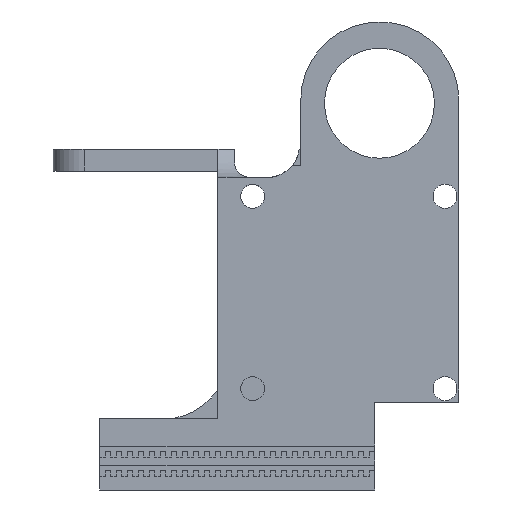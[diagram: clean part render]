
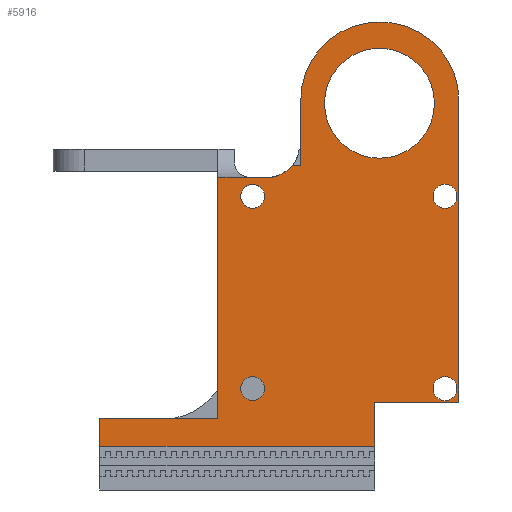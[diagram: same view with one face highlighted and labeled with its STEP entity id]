
A CAD part, front view. The second image highlights one B-rep face of the part: STEP entity #5916.
In plain terms, the highlighted planar face has unit normal (0, -1, 0).
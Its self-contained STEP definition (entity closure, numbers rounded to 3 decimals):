
#23=FACE_BOUND('',#627,.T.);
#24=FACE_BOUND('',#628,.T.);
#25=FACE_BOUND('',#629,.T.);
#26=FACE_BOUND('',#630,.T.);
#27=FACE_BOUND('',#631,.T.);
#62=PLANE('',#6246);
#327=FACE_OUTER_BOUND('',#626,.T.);
#626=EDGE_LOOP('',(#4178,#4179,#4180,#4181,#4182,#4183,#4184,#4185,#4186,
#4187,#4188,#4189,#4190,#4191,#4192,#4193,#4194,#4195,#4196));
#627=EDGE_LOOP('',(#4197));
#628=EDGE_LOOP('',(#4198));
#629=EDGE_LOOP('',(#4199));
#630=EDGE_LOOP('',(#4200));
#631=EDGE_LOOP('',(#4201));
#954=B_SPLINE_CURVE_WITH_KNOTS('',3,(#8420,#8421,#8422,#8423,#8424,#8425,
#8426),.UNSPECIFIED.,.F.,.F.,(4,3,4),(0.34,0.946,
0.996),.UNSPECIFIED.);
#957=B_SPLINE_CURVE_WITH_KNOTS('',3,(#8473,#8474,#8475,#8476,#8477,#8478),
 .UNSPECIFIED.,.F.,.F.,(4,2,4),(0.999,1.164,1.299),
 .UNSPECIFIED.);
#981=LINE('',#8362,#1756);
#982=LINE('',#8365,#1757);
#986=LINE('',#8387,#1761);
#987=LINE('',#8397,#1762);
#990=LINE('',#8449,#1765);
#991=LINE('',#8451,#1766);
#992=LINE('',#8453,#1767);
#993=LINE('',#8455,#1768);
#994=LINE('',#8457,#1769);
#995=LINE('',#8459,#1770);
#996=LINE('',#8461,#1771);
#997=LINE('',#8465,#1772);
#998=LINE('',#8469,#1773);
#999=LINE('',#8471,#1774);
#1000=LINE('',#8472,#1775);
#1756=VECTOR('',#6686,10.);
#1757=VECTOR('',#6689,10.);
#1761=VECTOR('',#6695,10.);
#1762=VECTOR('',#6698,10.);
#1765=VECTOR('',#6703,10.);
#1766=VECTOR('',#6704,11.5);
#1767=VECTOR('',#6705,5.);
#1768=VECTOR('',#6706,50.);
#1769=VECTOR('',#6707,10.);
#1770=VECTOR('',#6708,10.);
#1771=VECTOR('',#6709,10.);
#1772=VECTOR('',#6712,10.);
#1773=VECTOR('',#6715,10.);
#1774=VECTOR('',#6716,10.);
#1775=VECTOR('',#6717,10.);
#2509=CIRCLE('',#6211,2.175);
#2511=CIRCLE('',#6214,2.175);
#2513=CIRCLE('',#6217,2.175);
#2515=CIRCLE('',#6220,2.175);
#2531=CIRCLE('',#6247,14.231);
#2532=CIRCLE('',#6248,14.231);
#2533=CIRCLE('',#6249,10.);
#2603=VERTEX_POINT('',#8147);
#2607=VERTEX_POINT('',#8175);
#2609=VERTEX_POINT('',#8181);
#2611=VERTEX_POINT('',#8187);
#2632=VERTEX_POINT('',#8309);
#2647=VERTEX_POINT('',#8360);
#2648=VERTEX_POINT('',#8364);
#2651=VERTEX_POINT('',#8376);
#2653=VERTEX_POINT('',#8385);
#2654=VERTEX_POINT('',#8389);
#2656=VERTEX_POINT('',#8419);
#2659=VERTEX_POINT('',#8448);
#2660=VERTEX_POINT('',#8450);
#2661=VERTEX_POINT('',#8452);
#2662=VERTEX_POINT('',#8454);
#2663=VERTEX_POINT('',#8456);
#2664=VERTEX_POINT('',#8458);
#2665=VERTEX_POINT('',#8460);
#2666=VERTEX_POINT('',#8462);
#2667=VERTEX_POINT('',#8464);
#2668=VERTEX_POINT('',#8466);
#2669=VERTEX_POINT('',#8468);
#2670=VERTEX_POINT('',#8470);
#2671=VERTEX_POINT('',#8479);
#3201=EDGE_CURVE('',#2603,#2603,#2509,.T.);
#3206=EDGE_CURVE('',#2607,#2607,#2511,.T.);
#3209=EDGE_CURVE('',#2609,#2609,#2513,.T.);
#3212=EDGE_CURVE('',#2611,#2611,#2515,.T.);
#3256=EDGE_CURVE('',#2632,#2647,#981,.T.);
#3257=EDGE_CURVE('',#2648,#2632,#982,.T.);
#3263=EDGE_CURVE('',#2651,#2653,#986,.T.);
#3265=EDGE_CURVE('',#2653,#2654,#987,.T.);
#3267=EDGE_CURVE('',#2656,#2651,#954,.T.);
#3271=EDGE_CURVE('',#2659,#2647,#990,.T.);
#3272=EDGE_CURVE('',#2660,#2659,#991,.T.);
#3273=EDGE_CURVE('',#2661,#2660,#992,.T.);
#3274=EDGE_CURVE('',#2662,#2661,#993,.T.);
#3275=EDGE_CURVE('',#2662,#2663,#994,.T.);
#3276=EDGE_CURVE('',#2663,#2664,#995,.T.);
#3277=EDGE_CURVE('',#2664,#2665,#996,.T.);
#3278=EDGE_CURVE('',#2666,#2665,#2531,.T.);
#3279=EDGE_CURVE('',#2667,#2666,#997,.T.);
#3280=EDGE_CURVE('',#2668,#2667,#2532,.T.);
#3281=EDGE_CURVE('',#2669,#2668,#998,.T.);
#3282=EDGE_CURVE('',#2670,#2669,#999,.T.);
#3283=EDGE_CURVE('',#2656,#2670,#1000,.T.);
#3284=EDGE_CURVE('',#2654,#2648,#957,.T.);
#3285=EDGE_CURVE('',#2671,#2671,#2533,.T.);
#4178=ORIENTED_EDGE('',*,*,#3257,.T.);
#4179=ORIENTED_EDGE('',*,*,#3256,.T.);
#4180=ORIENTED_EDGE('',*,*,#3271,.F.);
#4181=ORIENTED_EDGE('',*,*,#3272,.F.);
#4182=ORIENTED_EDGE('',*,*,#3273,.F.);
#4183=ORIENTED_EDGE('',*,*,#3274,.F.);
#4184=ORIENTED_EDGE('',*,*,#3275,.T.);
#4185=ORIENTED_EDGE('',*,*,#3276,.T.);
#4186=ORIENTED_EDGE('',*,*,#3277,.T.);
#4187=ORIENTED_EDGE('',*,*,#3278,.F.);
#4188=ORIENTED_EDGE('',*,*,#3279,.F.);
#4189=ORIENTED_EDGE('',*,*,#3280,.F.);
#4190=ORIENTED_EDGE('',*,*,#3281,.F.);
#4191=ORIENTED_EDGE('',*,*,#3282,.F.);
#4192=ORIENTED_EDGE('',*,*,#3283,.F.);
#4193=ORIENTED_EDGE('',*,*,#3267,.T.);
#4194=ORIENTED_EDGE('',*,*,#3263,.T.);
#4195=ORIENTED_EDGE('',*,*,#3265,.T.);
#4196=ORIENTED_EDGE('',*,*,#3284,.T.);
#4197=ORIENTED_EDGE('',*,*,#3201,.T.);
#4198=ORIENTED_EDGE('',*,*,#3206,.T.);
#4199=ORIENTED_EDGE('',*,*,#3209,.T.);
#4200=ORIENTED_EDGE('',*,*,#3212,.T.);
#4201=ORIENTED_EDGE('',*,*,#3285,.T.);
#5916=ADVANCED_FACE('',(#327,#23,#24,#25,#26,#27),#62,.T.);
#6211=AXIS2_PLACEMENT_3D('',#8148,#6600,#6601);
#6214=AXIS2_PLACEMENT_3D('',#8176,#6607,#6608);
#6217=AXIS2_PLACEMENT_3D('',#8182,#6614,#6615);
#6220=AXIS2_PLACEMENT_3D('',#8188,#6621,#6622);
#6246=AXIS2_PLACEMENT_3D('',#8447,#6701,#6702);
#6247=AXIS2_PLACEMENT_3D('',#8463,#6710,#6711);
#6248=AXIS2_PLACEMENT_3D('',#8467,#6713,#6714);
#6249=AXIS2_PLACEMENT_3D('',#8480,#6718,#6719);
#6600=DIRECTION('center_axis',(0.,1.,0.));
#6601=DIRECTION('ref_axis',(1.,0.,0.));
#6607=DIRECTION('center_axis',(0.,1.,0.));
#6608=DIRECTION('ref_axis',(1.,0.,0.));
#6614=DIRECTION('center_axis',(0.,1.,0.));
#6615=DIRECTION('ref_axis',(1.,0.,0.));
#6621=DIRECTION('center_axis',(0.,1.,0.));
#6622=DIRECTION('ref_axis',(1.,0.,0.));
#6686=DIRECTION('',(-1.,0.,0.));
#6689=DIRECTION('',(-1.,0.,0.));
#6695=DIRECTION('',(0.,0.,-1.));
#6698=DIRECTION('',(-1.,0.,0.));
#6701=DIRECTION('center_axis',(0.,-1.,0.));
#6702=DIRECTION('ref_axis',(0.,0.,-1.));
#6703=DIRECTION('',(0.,0.,1.));
#6704=DIRECTION('',(1.,0.,0.));
#6705=DIRECTION('',(0.,0.,1.));
#6706=DIRECTION('',(-1.,0.,0.));
#6707=DIRECTION('',(0.,0.,1.));
#6708=DIRECTION('',(1.,0.,0.));
#6709=DIRECTION('',(0.,0.,1.));
#6710=DIRECTION('center_axis',(0.,1.,0.));
#6711=DIRECTION('ref_axis',(0.707,0.,0.707));
#6712=DIRECTION('',(1.,0.,0.));
#6713=DIRECTION('center_axis',(0.,1.,0.));
#6714=DIRECTION('ref_axis',(-0.707,0.,0.707));
#6715=DIRECTION('',(0.,0.,1.));
#6716=DIRECTION('',(0.,0.,1.));
#6717=DIRECTION('',(1.,0.,0.));
#6718=DIRECTION('center_axis',(0.,1.,0.));
#6719=DIRECTION('ref_axis',(1.,0.,0.));
#8147=CARTESIAN_POINT('',(25.634,0.,5.44));
#8148=CARTESIAN_POINT('Origin',(27.809,0.,5.44));
#8175=CARTESIAN_POINT('',(60.634,0.,40.44));
#8176=CARTESIAN_POINT('Origin',(62.809,0.,40.44));
#8181=CARTESIAN_POINT('',(60.634,0.,5.44));
#8182=CARTESIAN_POINT('Origin',(62.809,0.,5.44));
#8187=CARTESIAN_POINT('',(25.634,0.,40.44));
#8188=CARTESIAN_POINT('Origin',(27.809,0.,40.44));
#8309=CARTESIAN_POINT('',(27.34,0.,43.863));
#8360=CARTESIAN_POINT('',(21.5,0.,43.863));
#8362=CARTESIAN_POINT('',(13.752,0.,43.863));
#8364=CARTESIAN_POINT('',(29.264,0.,43.863));
#8365=CARTESIAN_POINT('',(13.752,0.,43.863));
#8376=CARTESIAN_POINT('',(31.023,0.,43.865));
#8385=CARTESIAN_POINT('',(31.023,0.,43.863));
#8387=CARTESIAN_POINT('',(31.023,0.,22.172));
#8389=CARTESIAN_POINT('',(31.004,0.,43.863));
#8397=CARTESIAN_POINT('',(13.752,0.,43.863));
#8419=CARTESIAN_POINT('',(35.014,0.,46.));
#8420=CARTESIAN_POINT('Ctrl Pts',(35.014,0.,46.));
#8421=CARTESIAN_POINT('Ctrl Pts',(34.077,0.,44.89));
#8422=CARTESIAN_POINT('Ctrl Pts',(32.748,0.,44.177));
#8423=CARTESIAN_POINT('Ctrl Pts',(31.365,0.,43.92));
#8424=CARTESIAN_POINT('Ctrl Pts',(31.252,0.,
43.899));
#8425=CARTESIAN_POINT('Ctrl Pts',(31.137,0.,
43.881));
#8426=CARTESIAN_POINT('Ctrl Pts',(31.023,0.,
43.865));
#8447=CARTESIAN_POINT('Origin',(0.,0.,0.));
#8448=CARTESIAN_POINT('',(21.5,0.,0.));
#8449=CARTESIAN_POINT('',(21.5,0.,42.));
#8450=CARTESIAN_POINT('',(0.,0.,0.));
#8451=CARTESIAN_POINT('',(0.,0.,0.));
#8452=CARTESIAN_POINT('',(0.,0.,-5.));
#8453=CARTESIAN_POINT('',(0.,0.,-5.));
#8454=CARTESIAN_POINT('',(50.,0.,-5.));
#8455=CARTESIAN_POINT('',(50.,0.,-5.));
#8456=CARTESIAN_POINT('',(50.,0.,3.004));
#8457=CARTESIAN_POINT('',(50.,0.,60.));
#8458=CARTESIAN_POINT('',(65.328,0.,3.004));
#8459=CARTESIAN_POINT('',(27.504,0.,3.004));
#8460=CARTESIAN_POINT('',(65.328,0.,57.915));
#8461=CARTESIAN_POINT('',(65.328,0.,42.));
#8462=CARTESIAN_POINT('',(51.097,0.,72.146));
#8463=CARTESIAN_POINT('Origin',(51.097,0.,57.915));
#8464=CARTESIAN_POINT('',(50.8,0.,72.146));
#8465=CARTESIAN_POINT('',(65.328,0.,72.146));
#8466=CARTESIAN_POINT('',(36.569,0.,57.915));
#8467=CARTESIAN_POINT('Origin',(50.8,0.,57.915));
#8468=CARTESIAN_POINT('',(36.569,0.,49.));
#8469=CARTESIAN_POINT('',(36.569,0.,42.));
#8470=CARTESIAN_POINT('',(36.569,0.,46.));
#8471=CARTESIAN_POINT('',(36.569,0.,42.));
#8472=CARTESIAN_POINT('',(12.25,0.,46.));
#8473=CARTESIAN_POINT('Ctrl Pts',(31.004,0.,
43.863));
#8474=CARTESIAN_POINT('Ctrl Pts',(30.663,0.,
43.819));
#8475=CARTESIAN_POINT('Ctrl Pts',(30.335,0.,43.803));
#8476=CARTESIAN_POINT('Ctrl Pts',(29.77,0.,43.812));
#8477=CARTESIAN_POINT('Ctrl Pts',(29.516,0.,
43.83));
#8478=CARTESIAN_POINT('Ctrl Pts',(29.264,0.,
43.863));
#8479=CARTESIAN_POINT('',(40.881,0.,57.354));
#8480=CARTESIAN_POINT('Origin',(50.881,0.,57.354));
